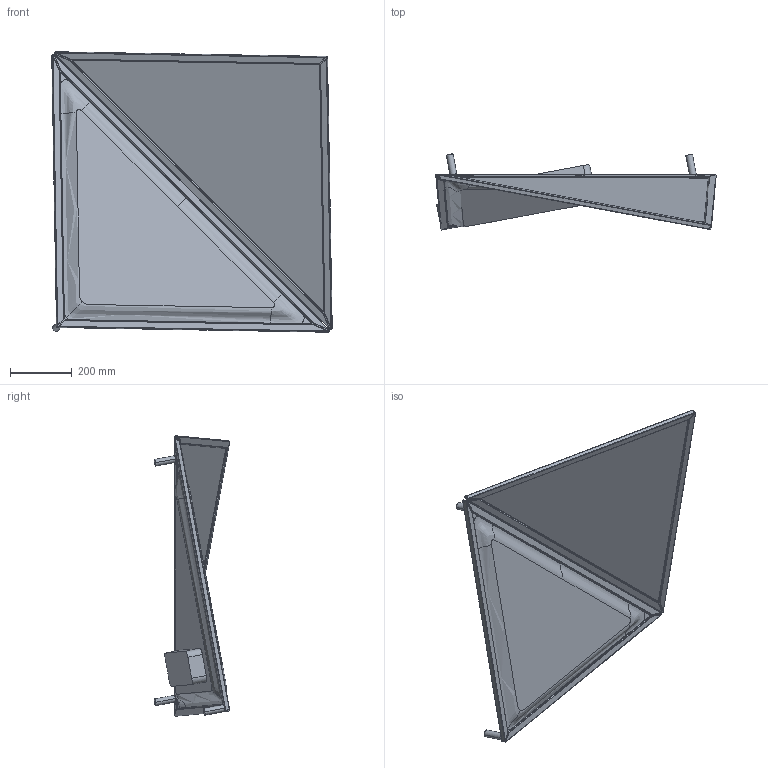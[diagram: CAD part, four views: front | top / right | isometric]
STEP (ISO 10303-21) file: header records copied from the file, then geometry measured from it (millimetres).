
FILE_DESCRIPTION(/* description */ (''),/* implementation_level */ '2;1');
FILE_NAME(/* name */ 'FLEXIA WALL',/* time_stamp */ '2025-04-28T11:18:24+02:00',/* author */ (''),/* organization */ (''),/* preprocessor_version */ 'ST-DEVELOPER v16.5',/* originating_system */ 'Rhino 7.37',/* authorisation */ '');
FILE_SCHEMA (('AUTOMOTIVE_DESIGN'));
Products named in the file (1): Document
Bounding box: 910.79 x 245.55 x 910.79 mm (x, y, z)
Volume: 14943336.2 mm3; surface area: 2899877.8 mm2
Topology: 16 solids, 24 shells, 2205 faces, 5681 edges, 3606 vertices
Faces by surface type: cylinder 987, plane 749, bspline 469
Entity records: 104486 total; most frequent: CARTESIAN_POINT 67499, ORIENTED_EDGE 10804, EDGE_CURVE 5664, B_SPLINE_CURVE_WITH_KNOTS 4147, VERTEX_POINT 3601, EDGE_LOOP 2353, ADVANCED_FACE 2205, FACE_OUTER_BOUND 2205
